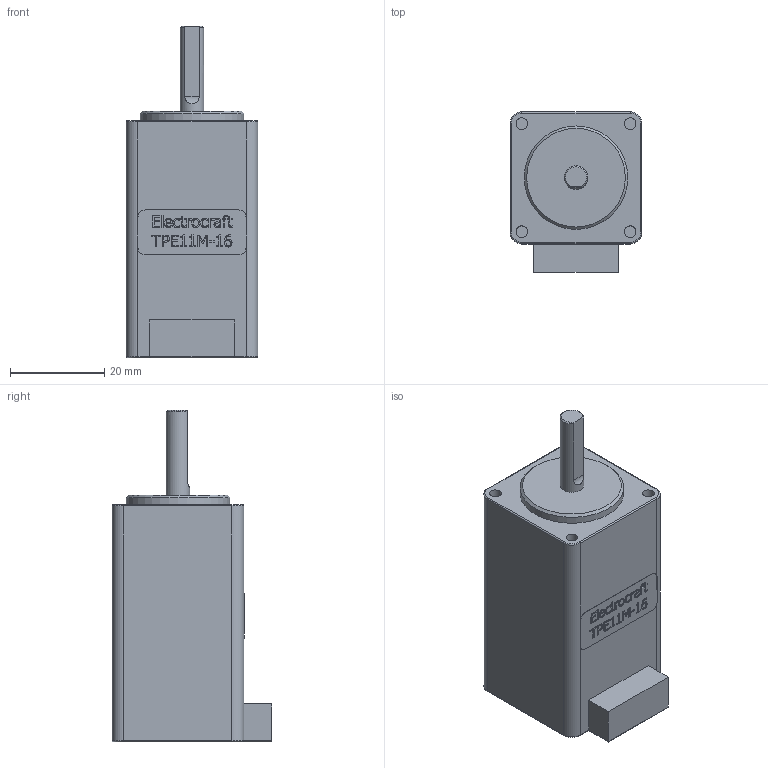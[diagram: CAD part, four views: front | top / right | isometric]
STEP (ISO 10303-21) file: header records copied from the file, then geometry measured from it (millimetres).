
FILE_DESCRIPTION(/* description */ (''),/* implementation_level */ '2;1');
FILE_NAME(/* name */ 'TPE11M-16_customer.stp',/* time_stamp */ '2016-08-26T08:05:26-04:00',/* author */ ('bgustafson'),/* organization */ (''),/* preprocessor_version */ 'ST-DEVELOPER v15.2',/* originating_system */ 'Autodesk Inventor 2014',/* authorisation */ '');
FILE_SCHEMA (('CONFIG_CONTROL_DESIGN'));
Length unit declared in the file: millimetre
Products named in the file (1): TPE11M-16_customer
Bounding box: 28 x 34 x 70.5 mm (x, y, z)
Volume: 38972.7 mm3; surface area: 9403.3 mm2
Topology: 1 solids, 2 shells, 376 faces, 996 edges, 656 vertices
Faces by surface type: plane 225, bspline 113, cylinder 28, torus 8, cone 2
Full cylindrical faces by diameter (mm): 2.5 x4, 5 x1, 17.3 x1, 21.996 x1
Entity records: 12479 total; most frequent: CARTESIAN_POINT 3853, ORIENTED_EDGE 1974, DIRECTION 1345, EDGE_CURVE 987, LINE 697, VECTOR 697, VERTEX_POINT 655, EDGE_LOOP 418
